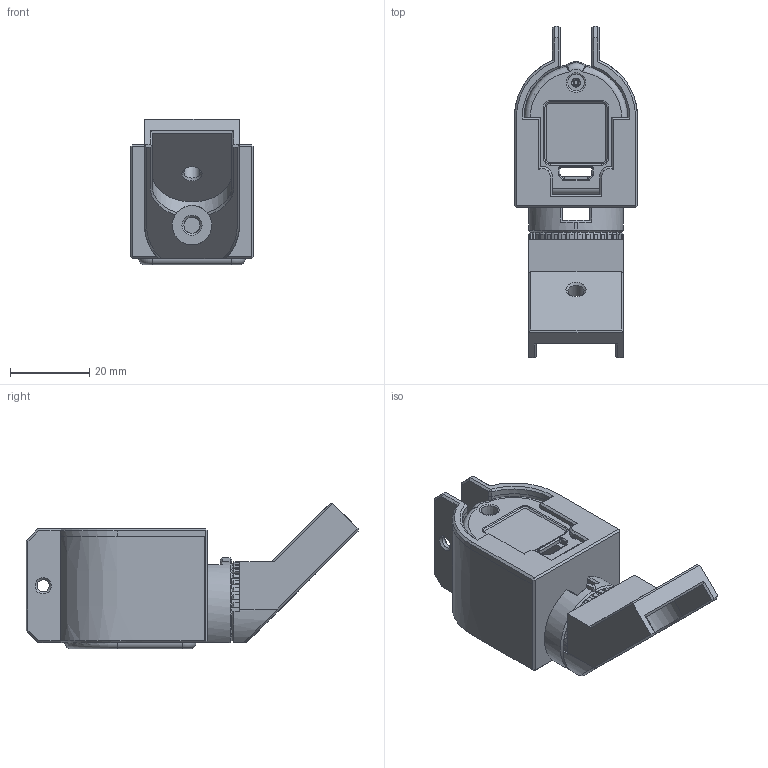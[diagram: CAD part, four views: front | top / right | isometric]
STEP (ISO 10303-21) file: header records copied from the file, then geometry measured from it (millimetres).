
FILE_DESCRIPTION(/* description */ (''),/* implementation_level */ '2;1');
FILE_NAME(/* name */ 'digit_delta_eef_adapter_shorter_flange.step',/* time_stamp */ '2022-10-24T12:33:36+02:00',/* author */ (''),/* organization */ (''),/* preprocessor_version */ 'ST-DEVELOPER v19',/* originating_system */ 'Autodesk Translation Framework v11.7.0.108',/* authorisation */ '');
FILE_SCHEMA (('AUTOMOTIVE_DESIGN { 1 0 10303 214 3 1 1 }'));
Length unit declared in the file: millimetre
Products named in the file (4): digit_delta_eef_adapter_shorter_flange; digit_to_flange; digit; flage_to_robot
Assembly tree (3 placements, depth 2):
  digit_delta_eef_adapter_shorter_flange
    digit_to_flange
    digit
    flage_to_robot
Bounding box: 31.16 x 84.03 x 36.82 mm (x, y, z)
Volume: 26417.2 mm3; surface area: 22634.5 mm2
Topology: 5 solids, 5 shells, 872 faces, 2205 edges, 1309 vertices
Faces by surface type: plane 337, cylinder 160, bspline 139, cone 130, torus 72, sphere 34
Full cylindrical faces by diameter (mm): 3.1 x2, 4.1 x3, 10 x1
Entity records: 32027 total; most frequent: CARTESIAN_POINT 11882, ORIENTED_EDGE 4332, DIRECTION 4075, EDGE_CURVE 2166, AXIS2_PLACEMENT_3D 1524, VERTEX_POINT 1309, LINE 1027, VECTOR 1027
